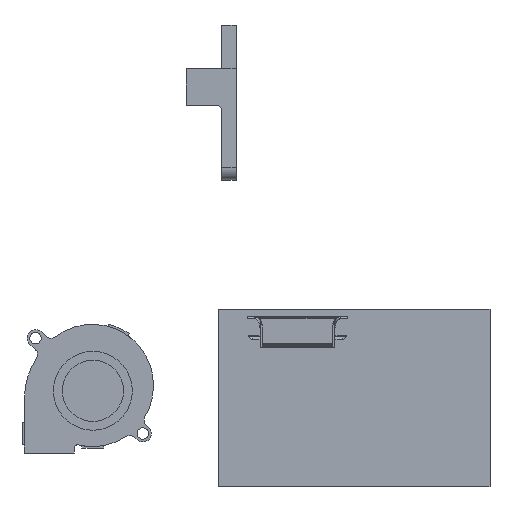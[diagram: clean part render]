
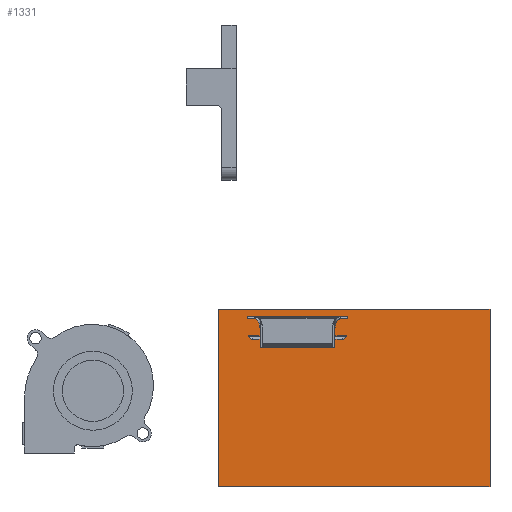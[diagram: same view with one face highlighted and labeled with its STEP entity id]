
A CAD part, left-side view. The second image highlights one B-rep face of the part: STEP entity #1331.
In plain terms, the highlighted planar face has unit normal (-1, 0, 0).
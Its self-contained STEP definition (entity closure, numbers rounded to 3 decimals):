
#1331=ADVANCED_FACE('',(#3855,#3857),#3859,.T.);
#3855=FACE_BOUND('',#3856,.T.);
#3856=EDGE_LOOP('',(#16013,#16014,#16015,#16016));
#3857=FACE_BOUND('',#3858,.T.);
#3858=EDGE_LOOP('',(#16017,#16018,#16019,#16020,#16021,#16022,#16023,#16024,#16025,
#16026,#16027,#16028,#16029,#16030,#16031,#16032,#16033,#16034));
#3859=PLANE('',#3860);
#3860=AXIS2_PLACEMENT_3D('',#3861,#3862,#3863);
#3861=CARTESIAN_POINT('',(-35.815,31.61,-50.));
#3862=DIRECTION('',(-1.,0.,0.));
#3863=DIRECTION('',(0.,-1.,0.));
#16013=ORIENTED_EDGE('',*,*,#17796,.T.);
#16014=ORIENTED_EDGE('',*,*,#17818,.F.);
#16015=ORIENTED_EDGE('',*,*,#17819,.T.);
#16016=ORIENTED_EDGE('',*,*,#17815,.T.);
#16017=ORIENTED_EDGE('',*,*,#17820,.T.);
#16018=ORIENTED_EDGE('',*,*,#17821,.T.);
#16019=ORIENTED_EDGE('',*,*,#17822,.T.);
#16020=ORIENTED_EDGE('',*,*,#17823,.T.);
#16021=ORIENTED_EDGE('',*,*,#17824,.T.);
#16022=ORIENTED_EDGE('',*,*,#17825,.T.);
#16023=ORIENTED_EDGE('',*,*,#17826,.T.);
#16024=ORIENTED_EDGE('',*,*,#17827,.T.);
#16025=ORIENTED_EDGE('',*,*,#17828,.T.);
#16026=ORIENTED_EDGE('',*,*,#17829,.T.);
#16027=ORIENTED_EDGE('',*,*,#17830,.T.);
#16028=ORIENTED_EDGE('',*,*,#17831,.T.);
#16029=ORIENTED_EDGE('',*,*,#17832,.T.);
#16030=ORIENTED_EDGE('',*,*,#17833,.T.);
#16031=ORIENTED_EDGE('',*,*,#17834,.T.);
#16032=ORIENTED_EDGE('',*,*,#17835,.T.);
#16033=ORIENTED_EDGE('',*,*,#17836,.T.);
#16034=ORIENTED_EDGE('',*,*,#17837,.T.);
#17796=EDGE_CURVE('',#18707,#18705,#18708,.T.);
#17815=EDGE_CURVE('',#18740,#18707,#18741,.T.);
#17818=EDGE_CURVE('',#18745,#18705,#18746,.T.);
#17819=EDGE_CURVE('',#18745,#18740,#18747,.T.);
#17820=EDGE_CURVE('',#18748,#18749,#18750,.F.);
#17821=EDGE_CURVE('',#18749,#18751,#18752,.T.);
#17822=EDGE_CURVE('',#18751,#18753,#18754,.F.);
#17823=EDGE_CURVE('',#18753,#18755,#18756,.T.);
#17824=EDGE_CURVE('',#18755,#18757,#18758,.F.);
#17825=EDGE_CURVE('',#18757,#18759,#18760,.F.);
#17826=EDGE_CURVE('',#18759,#18761,#18762,.T.);
#17827=EDGE_CURVE('',#18761,#18763,#18764,.T.);
#17828=EDGE_CURVE('',#18763,#18765,#18766,.T.);
#17829=EDGE_CURVE('',#18765,#18767,#18768,.T.);
#17830=EDGE_CURVE('',#18767,#18769,#18770,.T.);
#17831=EDGE_CURVE('',#18769,#18771,#18772,.T.);
#17832=EDGE_CURVE('',#18771,#18773,#18774,.T.);
#17833=EDGE_CURVE('',#18773,#18775,#18776,.F.);
#17834=EDGE_CURVE('',#18775,#18777,#18778,.F.);
#17835=EDGE_CURVE('',#18777,#18779,#18780,.T.);
#17836=EDGE_CURVE('',#18779,#18781,#18782,.F.);
#17837=EDGE_CURVE('',#18781,#18748,#18783,.T.);
#18705=VERTEX_POINT('',#20238);
#18707=VERTEX_POINT('',#20242);
#18708=LINE('',#20243,#20244);
#18740=VERTEX_POINT('',#20314);
#18741=LINE('',#20315,#20316);
#18745=VERTEX_POINT('',#20325);
#18746=LINE('',#20326,#20327);
#18747=LINE('',#20329,#20330);
#18748=VERTEX_POINT('',#20332);
#18749=VERTEX_POINT('',#20333);
#18750=LINE('',#20334,#20335);
#18751=VERTEX_POINT('',#20337);
#18752=(BOUNDED_CURVE()B_SPLINE_CURVE(3,
(#20338,#20339,#20340,#20341),
.UNSPECIFIED.,.F.,.F.)B_SPLINE_CURVE_WITH_KNOTS((4,4),
(0.,1.),
.UNSPECIFIED.)CURVE()GEOMETRIC_REPRESENTATION_ITEM()RATIONAL_B_SPLINE_CURVE((1.,
0.805,0.805,1.))REPRESENTATION_ITEM(''));
#18753=VERTEX_POINT('',#20342);
#18754=LINE('',#20343,#20344);
#18755=VERTEX_POINT('',#20346);
#18756=LINE('',#20347,#20348);
#18757=VERTEX_POINT('',#20350);
#18758=LINE('',#20351,#20352);
#18759=VERTEX_POINT('',#20354);
#18760=LINE('',#20355,#20356);
#18761=VERTEX_POINT('',#20358);
#18762=LINE('',#20359,#20360);
#18763=VERTEX_POINT('',#20362);
#18764=(BOUNDED_CURVE()B_SPLINE_CURVE(3,
(#20363,#20364,#20365,#20366),
.UNSPECIFIED.,.F.,.F.)B_SPLINE_CURVE_WITH_KNOTS((4,4),
(0.,1.),
.UNSPECIFIED.)CURVE()GEOMETRIC_REPRESENTATION_ITEM()RATIONAL_B_SPLINE_CURVE((1.,
0.805,0.805,1.))REPRESENTATION_ITEM(''));
#18765=VERTEX_POINT('',#20367);
#18766=LINE('',#20368,#20369);
#18767=VERTEX_POINT('',#20371);
#18768=LINE('',#20372,#20373);
#18769=VERTEX_POINT('',#20375);
#18770=(BOUNDED_CURVE()B_SPLINE_CURVE(3,
(#20376,#20377,#20378,#20379),
.UNSPECIFIED.,.F.,.F.)B_SPLINE_CURVE_WITH_KNOTS((4,4),
(0.,1.),
.UNSPECIFIED.)CURVE()GEOMETRIC_REPRESENTATION_ITEM()RATIONAL_B_SPLINE_CURVE((1.,
0.92,0.92,1.))REPRESENTATION_ITEM(''));
#18771=VERTEX_POINT('',#20380);
#18772=LINE('',#20381,#20382);
#18773=VERTEX_POINT('',#20384);
#18774=LINE('',#20385,#20386);
#18775=VERTEX_POINT('',#20388);
#18776=LINE('',#20389,#20390);
#18777=VERTEX_POINT('',#20392);
#18778=LINE('',#20393,#20394);
#18779=VERTEX_POINT('',#20396);
#18780=LINE('',#20397,#20398);
#18781=VERTEX_POINT('',#20400);
#18782=(BOUNDED_CURVE()B_SPLINE_CURVE(3,
(#20401,#20402,#20403,#20404),
.UNSPECIFIED.,.F.,.F.)B_SPLINE_CURVE_WITH_KNOTS((4,4),
(0.,1.),
.UNSPECIFIED.)CURVE()GEOMETRIC_REPRESENTATION_ITEM()RATIONAL_B_SPLINE_CURVE((1.,
0.92,0.92,1.))REPRESENTATION_ITEM(''));
#18783=LINE('',#20405,#20406);
#20238=CARTESIAN_POINT('',(-35.815,31.61,21.));
#20242=CARTESIAN_POINT('',(-35.815,-77.156,21.));
#20243=CARTESIAN_POINT('',(-35.815,-77.156,21.));
#20244=VECTOR('',#20245,1.);
#20245=DIRECTION('',(0.,1.,0.));
#20314=CARTESIAN_POINT('',(-35.815,-77.156,-50.));
#20315=CARTESIAN_POINT('',(-35.815,-77.156,-50.));
#20316=VECTOR('',#20317,1.);
#20317=DIRECTION('',(0.,0.,1.));
#20325=CARTESIAN_POINT('',(-35.815,31.61,-50.));
#20326=CARTESIAN_POINT('',(-35.815,31.61,-50.));
#20327=VECTOR('',#20328,1.);
#20328=DIRECTION('',(0.,0.,1.));
#20329=CARTESIAN_POINT('',(-35.815,31.61,-50.));
#20330=VECTOR('',#20331,1.);
#20331=DIRECTION('',(0.,-1.,0.));
#20332=CARTESIAN_POINT('',(-35.815,15.,10.516));
#20333=CARTESIAN_POINT('',(-35.815,15.,13.171));
#20334=CARTESIAN_POINT('',(-35.815,15.,13.171));
#20335=VECTOR('',#20336,1.);
#20336=DIRECTION('',(0.,0.,-1.));
#20337=CARTESIAN_POINT('',(-35.815,17.5,17.325));
#20338=CARTESIAN_POINT('',(-35.815,15.,13.171));
#20339=CARTESIAN_POINT('',(-35.815,15.,15.604));
#20340=CARTESIAN_POINT('',(-35.815,16.036,17.325));
#20341=CARTESIAN_POINT('',(-35.815,17.5,17.325));
#20342=CARTESIAN_POINT('',(-35.815,20.,17.325));
#20343=CARTESIAN_POINT('',(-35.815,20.,17.325));
#20344=VECTOR('',#20345,1.);
#20345=DIRECTION('',(0.,-1.,0.));
#20346=CARTESIAN_POINT('',(-35.815,20.,18.342));
#20347=CARTESIAN_POINT('',(-35.815,20.,17.325));
#20348=VECTOR('',#20349,1.);
#20349=DIRECTION('',(0.,0.,1.));
#20350=CARTESIAN_POINT('',(-35.815,-20.,18.342));
#20351=CARTESIAN_POINT('',(-35.815,-20.,18.342));
#20352=VECTOR('',#20353,1.);
#20353=DIRECTION('',(0.,1.,0.));
#20354=CARTESIAN_POINT('',(-35.815,-20.,17.325));
#20355=CARTESIAN_POINT('',(-35.815,-20.,17.325));
#20356=VECTOR('',#20357,1.);
#20357=DIRECTION('',(0.,0.,1.));
#20358=CARTESIAN_POINT('',(-35.815,-17.5,17.325));
#20359=CARTESIAN_POINT('',(-35.815,-20.,17.325));
#20360=VECTOR('',#20361,1.);
#20361=DIRECTION('',(0.,1.,0.));
#20362=CARTESIAN_POINT('',(-35.815,-15.,13.171));
#20363=CARTESIAN_POINT('',(-35.815,-17.5,17.325));
#20364=CARTESIAN_POINT('',(-35.815,-16.036,17.325));
#20365=CARTESIAN_POINT('',(-35.815,-15.,15.604));
#20366=CARTESIAN_POINT('',(-35.815,-15.,13.171));
#20367=CARTESIAN_POINT('',(-35.815,-15.,10.516));
#20368=CARTESIAN_POINT('',(-35.815,-15.,13.171));
#20369=VECTOR('',#20370,1.);
#20370=DIRECTION('',(0.,0.,-1.));
#20371=CARTESIAN_POINT('',(-35.815,-19.672,10.516));
#20372=CARTESIAN_POINT('',(-35.815,-15.,10.516));
#20373=VECTOR('',#20374,1.);
#20374=DIRECTION('',(0.,-1.,0.));
#20375=CARTESIAN_POINT('',(-35.815,-18.,9.017));
#20376=CARTESIAN_POINT('',(-35.815,-19.672,10.516));
#20377=CARTESIAN_POINT('',(-35.815,-19.294,9.56));
#20378=CARTESIAN_POINT('',(-35.815,-18.688,9.017));
#20379=CARTESIAN_POINT('',(-35.815,-18.,9.017));
#20380=CARTESIAN_POINT('',(-35.815,-15.,9.017));
#20381=CARTESIAN_POINT('',(-35.815,-18.,9.017));
#20382=VECTOR('',#20383,1.);
#20383=DIRECTION('',(0.,1.,0.));
#20384=CARTESIAN_POINT('',(-35.815,-15.,5.883));
#20385=CARTESIAN_POINT('',(-35.815,-15.,9.017));
#20386=VECTOR('',#20387,1.);
#20387=DIRECTION('',(0.,0.,-1.));
#20388=CARTESIAN_POINT('',(-35.815,15.,5.883));
#20389=CARTESIAN_POINT('',(-35.815,15.,5.883));
#20390=VECTOR('',#20391,1.);
#20391=DIRECTION('',(0.,-1.,0.));
#20392=CARTESIAN_POINT('',(-35.815,15.,9.017));
#20393=CARTESIAN_POINT('',(-35.815,15.,9.017));
#20394=VECTOR('',#20395,1.);
#20395=DIRECTION('',(0.,0.,-1.));
#20396=CARTESIAN_POINT('',(-35.815,18.,9.017));
#20397=CARTESIAN_POINT('',(-35.815,15.,9.017));
#20398=VECTOR('',#20399,1.);
#20399=DIRECTION('',(0.,1.,0.));
#20400=CARTESIAN_POINT('',(-35.815,19.672,10.516));
#20401=CARTESIAN_POINT('',(-35.815,19.672,10.516));
#20402=CARTESIAN_POINT('',(-35.815,19.294,9.56));
#20403=CARTESIAN_POINT('',(-35.815,18.688,9.017));
#20404=CARTESIAN_POINT('',(-35.815,18.,9.017));
#20405=CARTESIAN_POINT('',(-35.815,19.672,10.516));
#20406=VECTOR('',#20407,1.);
#20407=DIRECTION('',(0.,-1.,0.));
